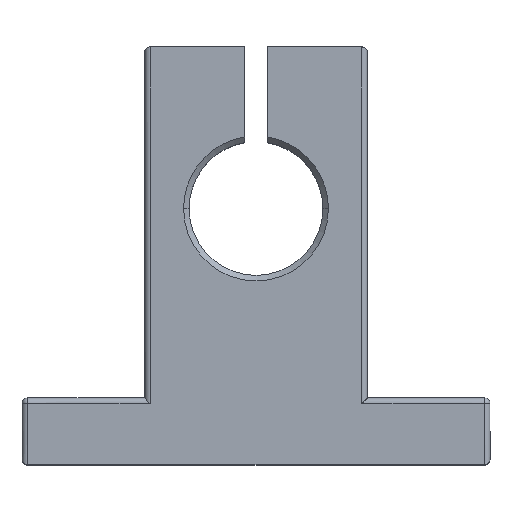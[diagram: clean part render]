
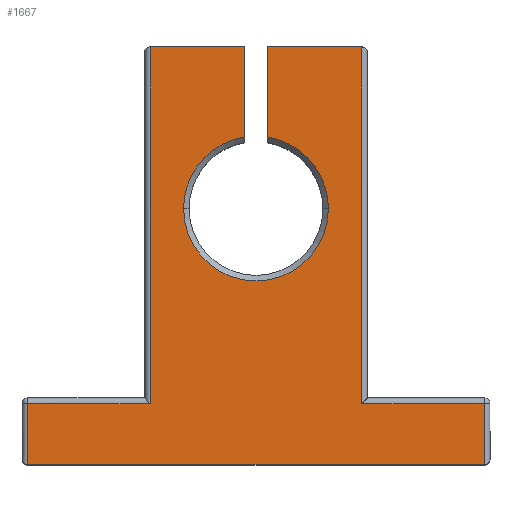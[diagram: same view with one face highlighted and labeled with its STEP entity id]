
A CAD part, top view. The second image highlights one B-rep face of the part: STEP entity #1667.
In plain terms, the highlighted planar face has unit normal (0, 0, 1).
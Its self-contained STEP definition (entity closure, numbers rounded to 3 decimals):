
#44 = VERTEX_POINT ( 'NONE', #804 ) ;
#57 = LINE ( 'NONE', #491, #1547 ) ;
#89 = DIRECTION ( 'NONE',  ( 0., 0., -1. ) ) ;
#107 = CARTESIAN_POINT ( 'NONE',  ( 1., 34.5, 7. ) ) ;
#119 = CARTESIAN_POINT ( 'NONE',  ( 0., 20., 7. ) ) ;
#140 = CIRCLE ( 'NONE', #1514, 6.5 ) ;
#148 = EDGE_LOOP ( 'NONE', ( #272, #1595, #518, #1464, #204, #1746, #1266, #641, #1005, #1135, #1531, #515, #1816, #1582 ) ) ;
#166 = DIRECTION ( 'NONE',  ( 0., -1., 0. ) ) ;
#180 = CARTESIAN_POINT ( 'NONE',  ( -9.5, 3., 7. ) ) ;
#197 = VERTEX_POINT ( 'NONE', #860 ) ;
#204 = ORIENTED_EDGE ( 'NONE', *, *, #1267, .T. ) ;
#238 = LINE ( 'NONE', #1161, #1682 ) ;
#254 = EDGE_CURVE ( 'NONE', #1448, #1744, #630, .T. ) ;
#267 = CARTESIAN_POINT ( 'NONE',  ( 10., 2.5, 7. ) ) ;
#270 = DIRECTION ( 'NONE',  ( 0., 0., 1. ) ) ;
#272 = ORIENTED_EDGE ( 'NONE', *, *, #1032, .T. ) ;
#302 = EDGE_CURVE ( 'NONE', #1047, #1336, #238, .T. ) ;
#318 = EDGE_CURVE ( 'NONE', #44, #525, #399, .T. ) ;
#320 = CARTESIAN_POINT ( 'NONE',  ( -10., 34.5, 7. ) ) ;
#338 = EDGE_CURVE ( 'NONE', #1744, #44, #355, .T. ) ;
#343 = DIRECTION ( 'NONE',  ( 1., 0., 0. ) ) ;
#349 = DIRECTION ( 'NONE',  ( 1., 0., 0. ) ) ;
#355 = LINE ( 'NONE', #320, #893 ) ;
#358 = AXIS2_PLACEMENT_3D ( 'NONE', #810, #89, #1785 ) ;
#368 = EDGE_CURVE ( 'NONE', #1007, #1069, #1219, .T. ) ;
#399 = LINE ( 'NONE', #180, #1635 ) ;
#431 = EDGE_CURVE ( 'NONE', #509, #1007, #57, .T. ) ;
#456 = LINE ( 'NONE', #267, #1037 ) ;
#491 = CARTESIAN_POINT ( 'NONE',  ( 1., 34.5, 7. ) ) ;
#493 = VERTEX_POINT ( 'NONE', #1482 ) ;
#509 = VERTEX_POINT ( 'NONE', #514 ) ;
#514 = CARTESIAN_POINT ( 'NONE',  ( 1., 34.5, 7. ) ) ;
#515 = ORIENTED_EDGE ( 'NONE', *, *, #254, .T. ) ;
#518 = ORIENTED_EDGE ( 'NONE', *, *, #1343, .T. ) ;
#525 = VERTEX_POINT ( 'NONE', #1204 ) ;
#536 = DIRECTION ( 'NONE',  ( 0., -1., 0. ) ) ;
#597 = DIRECTION ( 'NONE',  ( 0., 1., 0. ) ) ;
#599 = CARTESIAN_POINT ( 'NONE',  ( 9.5, 34.5, 7. ) ) ;
#630 = LINE ( 'NONE', #1428, #853 ) ;
#641 = ORIENTED_EDGE ( 'NONE', *, *, #431, .T. ) ;
#661 = EDGE_CURVE ( 'NONE', #493, #1517, #1355, .T. ) ;
#736 = VECTOR ( 'NONE', #343, 1000. ) ;
#739 = VECTOR ( 'NONE', #916, 1000. ) ;
#768 = CARTESIAN_POINT ( 'NONE',  ( -21., 2.5, 7. ) ) ;
#794 = DIRECTION ( 'NONE',  ( -1., 0., 0. ) ) ;
#795 = CARTESIAN_POINT ( 'NONE',  ( 20.5, 2.5, 7. ) ) ;
#804 = CARTESIAN_POINT ( 'NONE',  ( -9.5, 34.5, 7. ) ) ;
#810 = CARTESIAN_POINT ( 'NONE',  ( 0., 20., 7. ) ) ;
#816 = CARTESIAN_POINT ( 'NONE',  ( -20.5, 2.5, 7. ) ) ;
#822 = PLANE ( 'NONE',  #1088 ) ;
#839 = DIRECTION ( 'NONE',  ( 0., 1., 0. ) ) ;
#853 = VECTOR ( 'NONE', #1026, 1000. ) ;
#860 = CARTESIAN_POINT ( 'NONE',  ( -20.5, -3., 7. ) ) ;
#879 = DIRECTION ( 'NONE',  ( 0., 0., -1. ) ) ;
#887 = CIRCLE ( 'NONE', #358, 6.5 ) ;
#893 = VECTOR ( 'NONE', #1718, 1000. ) ;
#895 = DIRECTION ( 'NONE',  ( 1., 0., 0. ) ) ;
#910 = CARTESIAN_POINT ( 'NONE',  ( 0., 20., 7. ) ) ;
#916 = DIRECTION ( 'NONE',  ( -1., 0., 0. ) ) ;
#933 = VERTEX_POINT ( 'NONE', #1315 ) ;
#983 = VECTOR ( 'NONE', #839, 1000. ) ;
#1005 = ORIENTED_EDGE ( 'NONE', *, *, #368, .T. ) ;
#1007 = VERTEX_POINT ( 'NONE', #1342 ) ;
#1010 = EDGE_CURVE ( 'NONE', #933, #1448, #140, .T. ) ;
#1026 = DIRECTION ( 'NONE',  ( 0., 1., 0. ) ) ;
#1032 = EDGE_CURVE ( 'NONE', #525, #1114, #1762, .T. ) ;
#1037 = VECTOR ( 'NONE', #1237, 1000. ) ;
#1047 = VERTEX_POINT ( 'NONE', #1056 ) ;
#1056 = CARTESIAN_POINT ( 'NONE',  ( 9.5, 2.5, 7. ) ) ;
#1069 = VERTEX_POINT ( 'NONE', #1190 ) ;
#1088 = AXIS2_PLACEMENT_3D ( 'NONE', #119, #270, #1239 ) ;
#1114 = VERTEX_POINT ( 'NONE', #816 ) ;
#1135 = ORIENTED_EDGE ( 'NONE', *, *, #1521, .T. ) ;
#1161 = CARTESIAN_POINT ( 'NONE',  ( 9.5, 34.5, 7. ) ) ;
#1190 = CARTESIAN_POINT ( 'NONE',  ( 6.5, 20., 7. ) ) ;
#1192 = LINE ( 'NONE', #1370, #1478 ) ;
#1198 = EDGE_CURVE ( 'NONE', #1336, #509, #1298, .T. ) ;
#1204 = CARTESIAN_POINT ( 'NONE',  ( -9.5, 2.5, 7. ) ) ;
#1209 = FACE_OUTER_BOUND ( 'NONE', #148, .T. ) ;
#1219 = CIRCLE ( 'NONE', #1648, 6.5 ) ;
#1237 = DIRECTION ( 'NONE',  ( -1., 0., 0. ) ) ;
#1239 = DIRECTION ( 'NONE',  ( 1., 0., 0. ) ) ;
#1266 = ORIENTED_EDGE ( 'NONE', *, *, #1198, .T. ) ;
#1267 = EDGE_CURVE ( 'NONE', #1517, #1047, #456, .T. ) ;
#1298 = LINE ( 'NONE', #107, #1324 ) ;
#1315 = CARTESIAN_POINT ( 'NONE',  ( -6.5, 20., 7. ) ) ;
#1324 = VECTOR ( 'NONE', #794, 1000. ) ;
#1336 = VERTEX_POINT ( 'NONE', #599 ) ;
#1342 = CARTESIAN_POINT ( 'NONE',  ( 1., 26.423, 7. ) ) ;
#1343 = EDGE_CURVE ( 'NONE', #197, #493, #1609, .T. ) ;
#1355 = LINE ( 'NONE', #1666, #983 ) ;
#1370 = CARTESIAN_POINT ( 'NONE',  ( -20.5, -3., 7. ) ) ;
#1428 = CARTESIAN_POINT ( 'NONE',  ( -1., 34.5, 7. ) ) ;
#1448 = VERTEX_POINT ( 'NONE', #1753 ) ;
#1464 = ORIENTED_EDGE ( 'NONE', *, *, #661, .T. ) ;
#1478 = VECTOR ( 'NONE', #536, 1000. ) ;
#1482 = CARTESIAN_POINT ( 'NONE',  ( 20.5, -3., 7. ) ) ;
#1514 = AXIS2_PLACEMENT_3D ( 'NONE', #910, #1747, #349 ) ;
#1517 = VERTEX_POINT ( 'NONE', #795 ) ;
#1521 = EDGE_CURVE ( 'NONE', #1069, #933, #887, .T. ) ;
#1531 = ORIENTED_EDGE ( 'NONE', *, *, #1010, .T. ) ;
#1547 = VECTOR ( 'NONE', #1754, 1000. ) ;
#1552 = EDGE_CURVE ( 'NONE', #1114, #197, #1192, .T. ) ;
#1565 = CARTESIAN_POINT ( 'NONE',  ( -1., 34.5, 7. ) ) ;
#1582 = ORIENTED_EDGE ( 'NONE', *, *, #318, .T. ) ;
#1595 = ORIENTED_EDGE ( 'NONE', *, *, #1552, .T. ) ;
#1599 = CARTESIAN_POINT ( 'NONE',  ( 21., -3., 7. ) ) ;
#1609 = LINE ( 'NONE', #1599, #736 ) ;
#1635 = VECTOR ( 'NONE', #166, 1000. ) ;
#1648 = AXIS2_PLACEMENT_3D ( 'NONE', #1712, #879, #895 ) ;
#1666 = CARTESIAN_POINT ( 'NONE',  ( 20.5, 3., 7. ) ) ;
#1667 = ADVANCED_FACE ( 'NONE', ( #1209 ), #822, .T. ) ;
#1682 = VECTOR ( 'NONE', #597, 1000. ) ;
#1712 = CARTESIAN_POINT ( 'NONE',  ( 0., 20., 7. ) ) ;
#1718 = DIRECTION ( 'NONE',  ( -1., 0., 0. ) ) ;
#1744 = VERTEX_POINT ( 'NONE', #1565 ) ;
#1746 = ORIENTED_EDGE ( 'NONE', *, *, #302, .T. ) ;
#1747 = DIRECTION ( 'NONE',  ( 0., 0., -1. ) ) ;
#1753 = CARTESIAN_POINT ( 'NONE',  ( -1., 26.423, 7. ) ) ;
#1754 = DIRECTION ( 'NONE',  ( 0., -1., 0. ) ) ;
#1762 = LINE ( 'NONE', #768, #739 ) ;
#1785 = DIRECTION ( 'NONE',  ( 1., 0., 0. ) ) ;
#1816 = ORIENTED_EDGE ( 'NONE', *, *, #338, .T. ) ;
